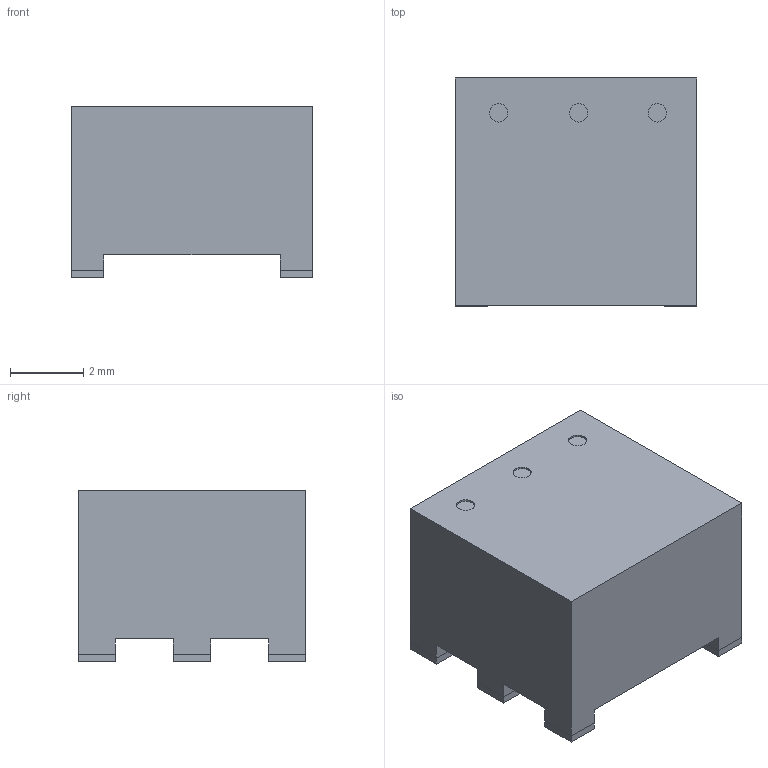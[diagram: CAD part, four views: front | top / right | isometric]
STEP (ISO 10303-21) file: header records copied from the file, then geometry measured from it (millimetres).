
FILE_DESCRIPTION((''),'2;1');
FILE_NAME('XFMR_COILCRAFT_TTWB.stp','2014-10-13T13:09:40',(''),(''),'Mechanical Desktop 2011','Mechanical Desktop 2011',', , ');
FILE_SCHEMA(('AUTOMOTIVE_DESIGN { 1 2 10303 214 1 1 1 1 }'));
Length unit declared in the file: millimetre
Products named in the file (1): Product
Bounding box: 6.6 x 6.22 x 4.7 mm (x, y, z)
Volume: 170.4 mm3; surface area: 212 mm2
Topology: 7 solids, 7 shells, 71 faces, 162 edges, 108 vertices
Faces by surface type: bspline 45, plane 20, cylinder 6
Entity records: 2014 total; most frequent: CARTESIAN_POINT 477, ORIENTED_EDGE 324, DIRECTION 228, EDGE_CURVE 162, VECTOR 150, LINE 150, VERTEX_POINT 108, EDGE_LOOP 74
